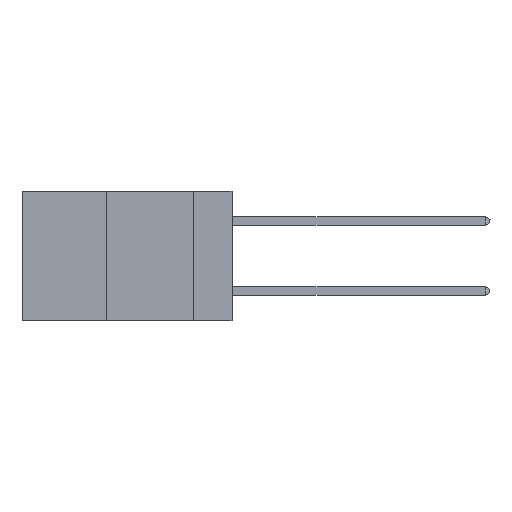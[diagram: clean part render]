
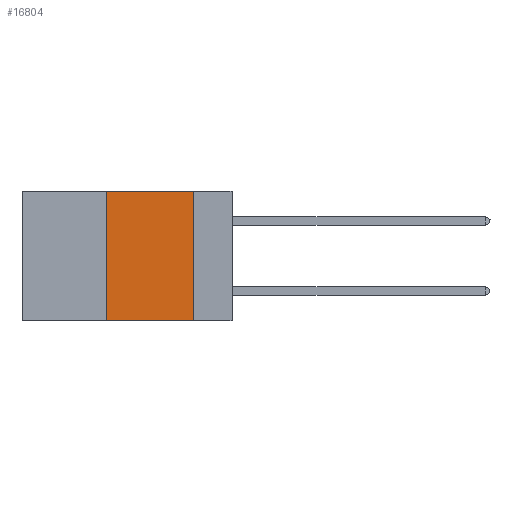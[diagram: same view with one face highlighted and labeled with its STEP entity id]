
A CAD part, left-side view. The second image highlights one B-rep face of the part: STEP entity #16804.
In plain terms, the highlighted planar face has unit normal (-1, 0, 0).
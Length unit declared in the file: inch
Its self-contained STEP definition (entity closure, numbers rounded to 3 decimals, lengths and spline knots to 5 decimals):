
#776 = LINE ( 'NONE', #5928, #15495 ) ;
#1718 = ORIENTED_EDGE ( 'NONE', *, *, #14970, .F. ) ;
#1773 = DIRECTION ( 'NONE',  ( 0., 0., -1. ) ) ;
#2074 = CARTESIAN_POINT ( 'NONE',  ( 0., 0.36, 0. ) ) ;
#2180 = CARTESIAN_POINT ( 'NONE',  ( 0., 0.6, 0. ) ) ;
#2863 = VERTEX_POINT ( 'NONE', #19700 ) ;
#4745 = VECTOR ( 'NONE', #15983, 39.37008 ) ;
#5032 = VECTOR ( 'NONE', #10915, 39.37008 ) ;
#5762 = ORIENTED_EDGE ( 'NONE', *, *, #23848, .F. ) ;
#5928 = CARTESIAN_POINT ( 'NONE',  ( 0., 0.6, -0.37 ) ) ;
#5939 = EDGE_CURVE ( 'NONE', #22090, #15150, #19760, .T. ) ;
#7295 = AXIS2_PLACEMENT_3D ( 'NONE', #10976, #12831, #1773 ) ;
#8289 = CARTESIAN_POINT ( 'NONE',  ( 0., 0.11, -0.37 ) ) ;
#8704 = ORIENTED_EDGE ( 'NONE', *, *, #5939, .F. ) ;
#9588 = CARTESIAN_POINT ( 'NONE',  ( 0., 0.11, 0. ) ) ;
#10915 = DIRECTION ( 'NONE',  ( 0., 0., -1. ) ) ;
#10976 = CARTESIAN_POINT ( 'NONE',  ( 0., 0.6, 0. ) ) ;
#11372 = DIRECTION ( 'NONE',  ( 0., -1., 0. ) ) ;
#11420 = DIRECTION ( 'NONE',  ( 0., -1., 0. ) ) ;
#11606 = ORIENTED_EDGE ( 'NONE', *, *, #17641, .T. ) ;
#12772 = CARTESIAN_POINT ( 'NONE',  ( 0., 0.11, 0. ) ) ;
#12831 = DIRECTION ( 'NONE',  ( 1., 0., 0. ) ) ;
#13053 = VECTOR ( 'NONE', #11372, 39.37008 ) ;
#14144 = CARTESIAN_POINT ( 'NONE',  ( 0., 0.36, 0. ) ) ;
#14564 = LINE ( 'NONE', #14144, #4745 ) ;
#14970 = EDGE_CURVE ( 'NONE', #20822, #22090, #22847, .T. ) ;
#15150 = VERTEX_POINT ( 'NONE', #8289 ) ;
#15495 = VECTOR ( 'NONE', #11420, 39.37008 ) ;
#15983 = DIRECTION ( 'NONE',  ( 0., 0., 1. ) ) ;
#16804 = ADVANCED_FACE ( 'NONE', ( #18709 ), #23869, .F. ) ;
#17641 = EDGE_CURVE ( 'NONE', #2863, #15150, #776, .T. ) ;
#18709 = FACE_OUTER_BOUND ( 'NONE', #20580, .T. ) ;
#19700 = CARTESIAN_POINT ( 'NONE',  ( 0., 0.36, -0.37 ) ) ;
#19760 = LINE ( 'NONE', #12772, #5032 ) ;
#20580 = EDGE_LOOP ( 'NONE', ( #8704, #1718, #5762, #11606 ) ) ;
#20822 = VERTEX_POINT ( 'NONE', #2074 ) ;
#22090 = VERTEX_POINT ( 'NONE', #9588 ) ;
#22847 = LINE ( 'NONE', #2180, #13053 ) ;
#23848 = EDGE_CURVE ( 'NONE', #2863, #20822, #14564, .T. ) ;
#23869 = PLANE ( 'NONE',  #7295 ) ;
